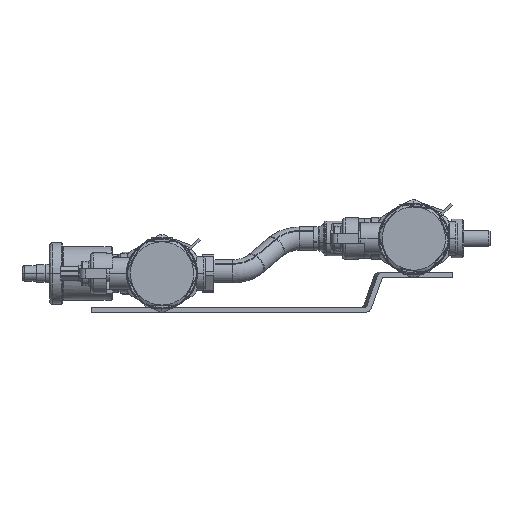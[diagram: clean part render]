
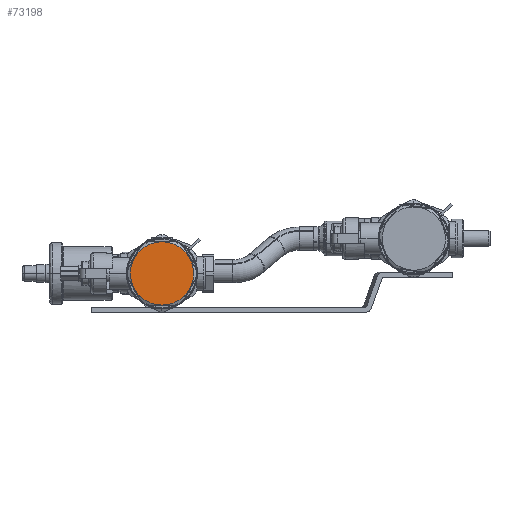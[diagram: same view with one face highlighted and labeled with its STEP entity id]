
A CAD part, left-side view. The second image highlights one B-rep face of the part: STEP entity #73198.
In plain terms, the highlighted planar face has unit normal (-1, 0, 0).
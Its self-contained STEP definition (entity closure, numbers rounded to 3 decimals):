
#72183=CARTESIAN_POINT('Vertex',(-164.72,225.,54.5)) ;
#72337=CARTESIAN_POINT('Vertex',(-164.72,203.782,42.25)) ;
#72469=CARTESIAN_POINT('Vertex',(-164.72,203.782,17.75)) ;
#72817=CARTESIAN_POINT('Vertex',(-164.72,225.,5.5)) ;
#72904=CARTESIAN_POINT('Axis2P3D Location',(-164.72,225.,30.)) ;
#72908=CARTESIAN_POINT('Vertex',(-164.72,246.218,42.25)) ;
#72927=CARTESIAN_POINT('Axis2P3D Location',(-164.72,225.,30.)) ;
#72941=CARTESIAN_POINT('Axis2P3D Location',(-164.72,225.,30.)) ;
#72945=CARTESIAN_POINT('Vertex',(-164.72,203.499,41.746)) ;
#72959=CARTESIAN_POINT('Axis2P3D Location',(-164.72,225.,30.)) ;
#72974=CARTESIAN_POINT('Axis2P3D Location',(-164.72,225.,30.)) ;
#73148=CARTESIAN_POINT('Axis2P3D Location',(-164.72,225.,30.)) ;
#73152=CARTESIAN_POINT('Vertex',(-164.72,246.218,17.75)) ;
#73171=CARTESIAN_POINT('Axis2P3D Location',(-164.72,246.6,30.)) ;
#73176=CARTESIAN_POINT('Axis2P3D Location',(-164.72,225.,30.)) ;
#73180=CARTESIAN_POINT('Vertex',(-164.72,246.501,18.254)) ;
#73183=CARTESIAN_POINT('Axis2P3D Location',(-164.72,225.,30.)) ;
#72905=DIRECTION('Axis2P3D Direction',(1.,0.,0.)) ;
#72928=DIRECTION('Axis2P3D Direction',(1.,0.,0.)) ;
#72942=DIRECTION('Axis2P3D Direction',(1.,0.,0.)) ;
#72960=DIRECTION('Axis2P3D Direction',(1.,0.,0.)) ;
#72975=DIRECTION('Axis2P3D Direction',(1.,0.,0.)) ;
#73149=DIRECTION('Axis2P3D Direction',(1.,0.,0.)) ;
#73172=DIRECTION('Axis2P3D Direction',(-1.,0.,0.)) ;
#73173=DIRECTION('Axis2P3D XDirection',(0.,0.,1.)) ;
#73177=DIRECTION('Axis2P3D Direction',(-1.,0.,0.)) ;
#73184=DIRECTION('Axis2P3D Direction',(-1.,0.,0.)) ;
#72906=AXIS2_PLACEMENT_3D('Circle Axis2P3D',#72904,#72905,$) ;
#72929=AXIS2_PLACEMENT_3D('Circle Axis2P3D',#72927,#72928,$) ;
#72943=AXIS2_PLACEMENT_3D('Circle Axis2P3D',#72941,#72942,$) ;
#72961=AXIS2_PLACEMENT_3D('Circle Axis2P3D',#72959,#72960,$) ;
#72976=AXIS2_PLACEMENT_3D('Circle Axis2P3D',#72974,#72975,$) ;
#73150=AXIS2_PLACEMENT_3D('Circle Axis2P3D',#73148,#73149,$) ;
#73174=AXIS2_PLACEMENT_3D('Plane Axis2P3D',#73171,#73172,#73173) ;
#73178=AXIS2_PLACEMENT_3D('Circle Axis2P3D',#73176,#73177,$) ;
#73185=AXIS2_PLACEMENT_3D('Circle Axis2P3D',#73183,#73184,$) ;
#73189=ORIENTED_EDGE('',*,*,#72947,.T.) ;
#73190=ORIENTED_EDGE('',*,*,#72931,.T.) ;
#73191=ORIENTED_EDGE('',*,*,#72910,.T.) ;
#73192=ORIENTED_EDGE('',*,*,#73182,.T.) ;
#73193=ORIENTED_EDGE('',*,*,#73187,.T.) ;
#73194=ORIENTED_EDGE('',*,*,#73154,.T.) ;
#73195=ORIENTED_EDGE('',*,*,#72978,.T.) ;
#73196=ORIENTED_EDGE('',*,*,#72963,.T.) ;
#73198=ADVANCED_FACE('PartBody',(#73197),#73175,.T.) ;
#72907=CIRCLE('generated circle',#72906,24.5) ;
#72930=CIRCLE('generated circle',#72929,24.5) ;
#72944=CIRCLE('generated circle',#72943,24.5) ;
#72962=CIRCLE('generated circle',#72961,24.5) ;
#72977=CIRCLE('generated circle',#72976,24.5) ;
#73151=CIRCLE('generated circle',#73150,24.5) ;
#73179=CIRCLE('generated circle',#73178,24.5) ;
#73186=CIRCLE('generated circle',#73185,24.5) ;
#72910=EDGE_CURVE('',#72184,#72909,#72907,.F.) ;
#72931=EDGE_CURVE('',#72338,#72184,#72930,.F.) ;
#72947=EDGE_CURVE('',#72946,#72338,#72944,.F.) ;
#72963=EDGE_CURVE('',#72470,#72946,#72962,.F.) ;
#72978=EDGE_CURVE('',#72818,#72470,#72977,.F.) ;
#73154=EDGE_CURVE('',#73153,#72818,#73151,.F.) ;
#73182=EDGE_CURVE('',#72909,#73181,#73179,.T.) ;
#73187=EDGE_CURVE('',#73181,#73153,#73186,.T.) ;
#73188=EDGE_LOOP('',(#73189,#73190,#73191,#73192,#73193,#73194,#73195,#73196)) ;
#73197=FACE_OUTER_BOUND('',#73188,.T.) ;
#73175=PLANE('',#73174) ;
#72184=VERTEX_POINT('',#72183) ;
#72338=VERTEX_POINT('',#72337) ;
#72470=VERTEX_POINT('',#72469) ;
#72818=VERTEX_POINT('',#72817) ;
#72909=VERTEX_POINT('',#72908) ;
#72946=VERTEX_POINT('',#72945) ;
#73153=VERTEX_POINT('',#73152) ;
#73181=VERTEX_POINT('',#73180) ;
